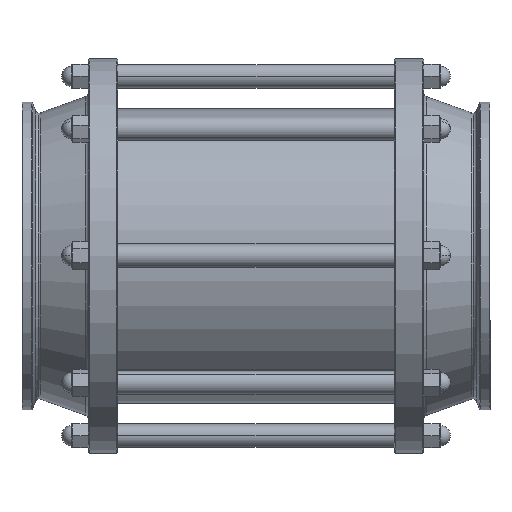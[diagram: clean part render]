
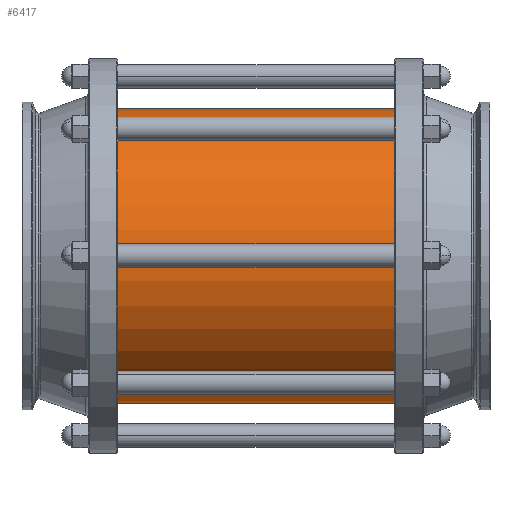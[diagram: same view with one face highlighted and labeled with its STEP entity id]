
A CAD part, top view. The second image highlights one B-rep face of the part: STEP entity #6417.
In plain terms, the highlighted cylindrical face has radius 80 mm (diameter 160 mm), a partial arc.
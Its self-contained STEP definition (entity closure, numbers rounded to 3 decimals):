
#36 = CARTESIAN_POINT ( 'NONE',  ( -89.5, 80., 0. ) ) ;
#75 = CARTESIAN_POINT ( 'NONE',  ( 89.5, 0., 0. ) ) ;
#220 = CIRCLE ( 'NONE', #365, 80. ) ;
#276 = CARTESIAN_POINT ( 'NONE',  ( -90., 0., 0. ) ) ;
#365 = AXIS2_PLACEMENT_3D ( 'NONE', #2218, #1412, #7629 ) ;
#366 = DIRECTION ( 'NONE',  ( -1., 0., 0. ) ) ;
#780 = LINE ( 'NONE', #2826, #4000 ) ;
#1079 = CARTESIAN_POINT ( 'NONE',  ( -90., 80., 0. ) ) ;
#1271 = EDGE_CURVE ( 'NONE', #7467, #1497, #5677, .T. ) ;
#1412 = DIRECTION ( 'NONE',  ( -1., 0., 0. ) ) ;
#1497 = VERTEX_POINT ( 'NONE', #7232 ) ;
#1669 = VECTOR ( 'NONE', #6479, 1000. ) ;
#1720 = ORIENTED_EDGE ( 'NONE', *, *, #7351, .F. ) ;
#2218 = CARTESIAN_POINT ( 'NONE',  ( -89.5, 0., 0. ) ) ;
#2277 = FACE_OUTER_BOUND ( 'NONE', #2619, .T. ) ;
#2438 = CARTESIAN_POINT ( 'NONE',  ( -89.5, -80., 0. ) ) ;
#2442 = VERTEX_POINT ( 'NONE', #36 ) ;
#2511 = EDGE_CURVE ( 'NONE', #2723, #2442, #220, .T. ) ;
#2583 = EDGE_CURVE ( 'NONE', #1497, #2442, #3828, .T. ) ;
#2601 = ORIENTED_EDGE ( 'NONE', *, *, #1271, .T. ) ;
#2619 = EDGE_LOOP ( 'NONE', ( #2601, #7378, #3163, #1720 ) ) ;
#2723 = VERTEX_POINT ( 'NONE', #2438 ) ;
#2826 = CARTESIAN_POINT ( 'NONE',  ( -90., -80., 0. ) ) ;
#2869 = DIRECTION ( 'NONE',  ( -1., 0., 0. ) ) ;
#2922 = DIRECTION ( 'NONE',  ( 0., -1., 0. ) ) ;
#2998 = CYLINDRICAL_SURFACE ( 'NONE', #8700, 80. ) ;
#3163 = ORIENTED_EDGE ( 'NONE', *, *, #2511, .F. ) ;
#3668 = CARTESIAN_POINT ( 'NONE',  ( 89.5, -80., 0. ) ) ;
#3828 = LINE ( 'NONE', #1079, #1669 ) ;
#4000 = VECTOR ( 'NONE', #2869, 1000. ) ;
#5677 = CIRCLE ( 'NONE', #7849, 80. ) ;
#6417 = ADVANCED_FACE ( 'NONE', ( #2277 ), #2998, .T. ) ;
#6479 = DIRECTION ( 'NONE',  ( -1., 0., 0. ) ) ;
#7016 = DIRECTION ( 'NONE',  ( -1., 0., 0. ) ) ;
#7216 = DIRECTION ( 'NONE',  ( 0., -1., 0. ) ) ;
#7232 = CARTESIAN_POINT ( 'NONE',  ( 89.5, 80., 0. ) ) ;
#7351 = EDGE_CURVE ( 'NONE', #7467, #2723, #780, .T. ) ;
#7378 = ORIENTED_EDGE ( 'NONE', *, *, #2583, .T. ) ;
#7467 = VERTEX_POINT ( 'NONE', #3668 ) ;
#7629 = DIRECTION ( 'NONE',  ( 0., -1., 0. ) ) ;
#7849 = AXIS2_PLACEMENT_3D ( 'NONE', #75, #7016, #2922 ) ;
#8700 = AXIS2_PLACEMENT_3D ( 'NONE', #276, #366, #7216 ) ;
